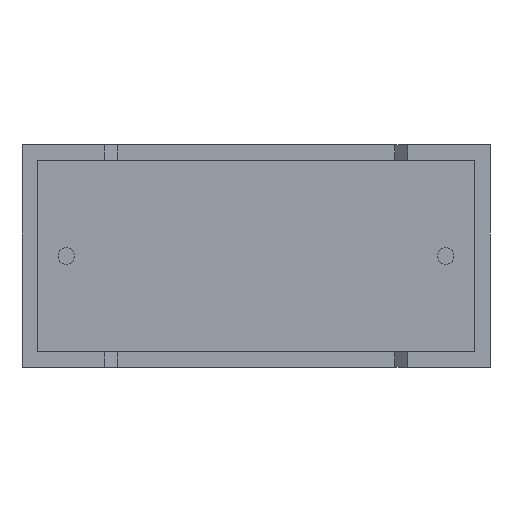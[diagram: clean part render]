
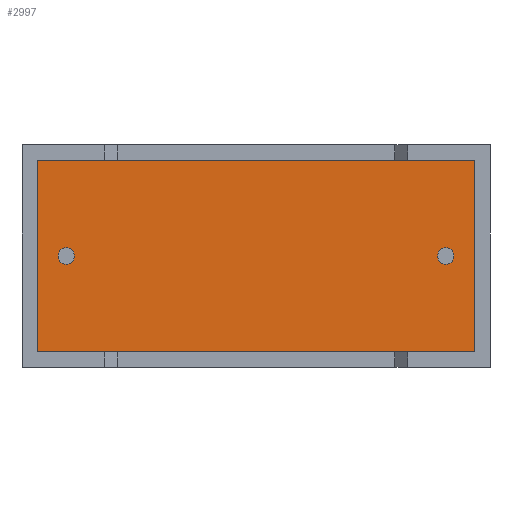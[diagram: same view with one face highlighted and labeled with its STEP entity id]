
A CAD part, front view. The second image highlights one B-rep face of the part: STEP entity #2997.
In plain terms, the highlighted planar face has unit normal (0, -1, 0).
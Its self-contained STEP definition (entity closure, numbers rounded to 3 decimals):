
#62 = CIRCLE ( 'NONE', #1846, 0.325 ) ;
#76 = AXIS2_PLACEMENT_3D ( 'NONE', #1642, #1211, #2614 ) ;
#108 = EDGE_CURVE ( 'NONE', #164, #1526, #2098, .T. ) ;
#164 = VERTEX_POINT ( 'NONE', #1500 ) ;
#194 = FACE_BOUND ( 'NONE', #2704, .T. ) ;
#207 = ORIENTED_EDGE ( 'NONE', *, *, #633, .T. ) ;
#369 = DIRECTION ( 'NONE',  ( 0., -1., 0. ) ) ;
#468 = CARTESIAN_POINT ( 'NONE',  ( 0.617, 0.75, 8.183 ) ) ;
#472 = LINE ( 'NONE', #1185, #2592 ) ;
#474 = CARTESIAN_POINT ( 'NONE',  ( 16.75, 0.75, 4.075 ) ) ;
#506 = DIRECTION ( 'NONE',  ( 0., 0., 1. ) ) ;
#573 = ORIENTED_EDGE ( 'NONE', *, *, #2241, .T. ) ;
#580 = VERTEX_POINT ( 'NONE', #615 ) ;
#595 = VECTOR ( 'NONE', #506, 1000. ) ;
#603 = CARTESIAN_POINT ( 'NONE',  ( 17.883, 0.75, 0.617 ) ) ;
#615 = CARTESIAN_POINT ( 'NONE',  ( 1.75, 0.75, 4.075 ) ) ;
#627 = DIRECTION ( 'NONE',  ( 0., -1., 0. ) ) ;
#633 = EDGE_CURVE ( 'NONE', #742, #1756, #1629, .T. ) ;
#644 = CIRCLE ( 'NONE', #1987, 0.325 ) ;
#678 = EDGE_LOOP ( 'NONE', ( #2301, #1574 ) ) ;
#699 = AXIS2_PLACEMENT_3D ( 'NONE', #2397, #2622, #718 ) ;
#708 = ORIENTED_EDGE ( 'NONE', *, *, #3016, .T. ) ;
#718 = DIRECTION ( 'NONE',  ( 0., 0., -1. ) ) ;
#742 = VERTEX_POINT ( 'NONE', #1492 ) ;
#961 = DIRECTION ( 'NONE',  ( -1., 0., 0. ) ) ;
#974 = CARTESIAN_POINT ( 'NONE',  ( 16.75, 0.75, 4.4 ) ) ;
#976 = EDGE_CURVE ( 'NONE', #2825, #580, #1316, .T. ) ;
#1076 = ORIENTED_EDGE ( 'NONE', *, *, #108, .F. ) ;
#1163 = CARTESIAN_POINT ( 'NONE',  ( 0.617, 0.75, 0.617 ) ) ;
#1185 = CARTESIAN_POINT ( 'NONE',  ( 17.883, 0.75, 8.183 ) ) ;
#1211 = DIRECTION ( 'NONE',  ( 0., -1., 0. ) ) ;
#1217 = VECTOR ( 'NONE', #2575, 1000. ) ;
#1220 = CARTESIAN_POINT ( 'NONE',  ( 17.883, 0.75, 0.617 ) ) ;
#1293 = DIRECTION ( 'NONE',  ( 0., 0., -1. ) ) ;
#1316 = CIRCLE ( 'NONE', #3057, 0.325 ) ;
#1437 = VERTEX_POINT ( 'NONE', #1490 ) ;
#1462 = LINE ( 'NONE', #1220, #595 ) ;
#1490 = CARTESIAN_POINT ( 'NONE',  ( 17.883, 0.75, 8.183 ) ) ;
#1492 = CARTESIAN_POINT ( 'NONE',  ( 0.617, 0.75, 0.617 ) ) ;
#1500 = CARTESIAN_POINT ( 'NONE',  ( 16.75, 0.75, 4.725 ) ) ;
#1510 = ORIENTED_EDGE ( 'NONE', *, *, #1961, .F. ) ;
#1526 = VERTEX_POINT ( 'NONE', #474 ) ;
#1537 = CARTESIAN_POINT ( 'NONE',  ( 0.617, 0.75, 8.183 ) ) ;
#1566 = DIRECTION ( 'NONE',  ( 0., 0., -1. ) ) ;
#1574 = ORIENTED_EDGE ( 'NONE', *, *, #2190, .F. ) ;
#1629 = LINE ( 'NONE', #1163, #1217 ) ;
#1642 = CARTESIAN_POINT ( 'NONE',  ( 16.75, 0.75, 4.4 ) ) ;
#1661 = DIRECTION ( 'NONE',  ( 0., 0., -1. ) ) ;
#1756 = VERTEX_POINT ( 'NONE', #603 ) ;
#1793 = VECTOR ( 'NONE', #1661, 1000. ) ;
#1796 = EDGE_LOOP ( 'NONE', ( #573, #207, #2620, #708 ) ) ;
#1815 = CARTESIAN_POINT ( 'NONE',  ( 1.75, 0.75, 4.4 ) ) ;
#1846 = AXIS2_PLACEMENT_3D ( 'NONE', #1815, #627, #1566 ) ;
#1849 = FACE_BOUND ( 'NONE', #678, .T. ) ;
#1891 = EDGE_CURVE ( 'NONE', #1756, #1437, #1462, .T. ) ;
#1936 = DIRECTION ( 'NONE',  ( 0., -1., 0. ) ) ;
#1961 = EDGE_CURVE ( 'NONE', #1526, #164, #644, .T. ) ;
#1987 = AXIS2_PLACEMENT_3D ( 'NONE', #974, #1936, #2883 ) ;
#2062 = FACE_OUTER_BOUND ( 'NONE', #1796, .T. ) ;
#2098 = CIRCLE ( 'NONE', #76, 0.325 ) ;
#2190 = EDGE_CURVE ( 'NONE', #580, #2825, #62, .T. ) ;
#2241 = EDGE_CURVE ( 'NONE', #2856, #742, #2858, .T. ) ;
#2301 = ORIENTED_EDGE ( 'NONE', *, *, #976, .F. ) ;
#2397 = CARTESIAN_POINT ( 'NONE',  ( 0., 0.75, 0. ) ) ;
#2465 = CARTESIAN_POINT ( 'NONE',  ( 1.75, 0.75, 4.4 ) ) ;
#2575 = DIRECTION ( 'NONE',  ( 1., 0., 0. ) ) ;
#2592 = VECTOR ( 'NONE', #961, 1000. ) ;
#2614 = DIRECTION ( 'NONE',  ( 0., 0., -1. ) ) ;
#2620 = ORIENTED_EDGE ( 'NONE', *, *, #1891, .T. ) ;
#2622 = DIRECTION ( 'NONE',  ( 0., -1., 0. ) ) ;
#2704 = EDGE_LOOP ( 'NONE', ( #1076, #1510 ) ) ;
#2825 = VERTEX_POINT ( 'NONE', #2987 ) ;
#2848 = PLANE ( 'NONE',  #699 ) ;
#2856 = VERTEX_POINT ( 'NONE', #1537 ) ;
#2858 = LINE ( 'NONE', #468, #1793 ) ;
#2883 = DIRECTION ( 'NONE',  ( 0., 0., -1. ) ) ;
#2987 = CARTESIAN_POINT ( 'NONE',  ( 1.75, 0.75, 4.725 ) ) ;
#2997 = ADVANCED_FACE ( 'NONE', ( #194, #2062, #1849 ), #2848, .T. ) ;
#3016 = EDGE_CURVE ( 'NONE', #1437, #2856, #472, .T. ) ;
#3057 = AXIS2_PLACEMENT_3D ( 'NONE', #2465, #369, #1293 ) ;
